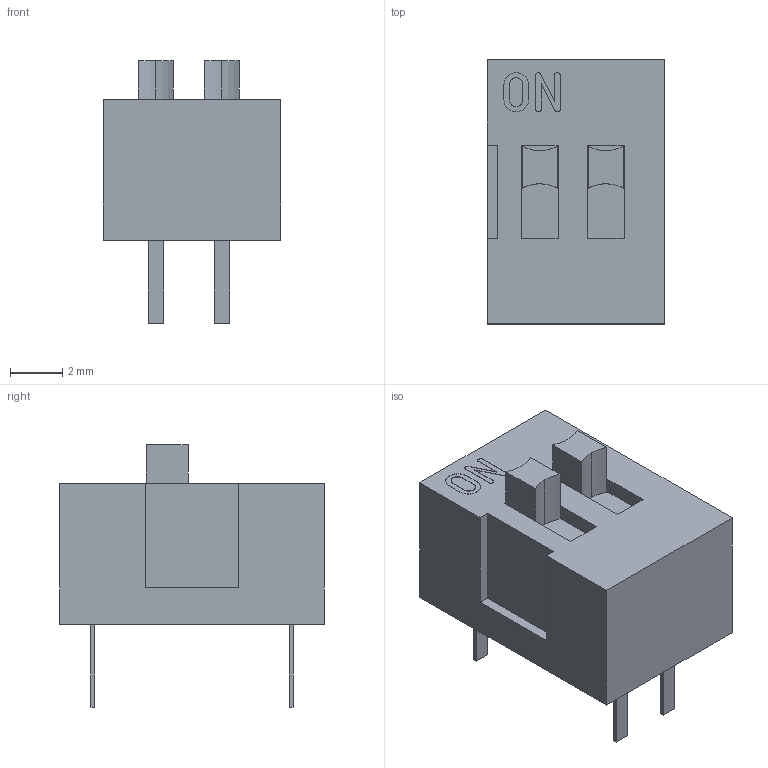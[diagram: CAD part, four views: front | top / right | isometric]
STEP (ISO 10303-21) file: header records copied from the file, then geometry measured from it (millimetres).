
FILE_DESCRIPTION(('FreeCAD Model'),'2;1');
FILE_NAME('User Library-dips sith 2.step', '2017-05-11T07:50:02',('kicad StepUp'),('ksu MCAD'), 'Open CASCADE STEP processor 6.8','FreeCAD','Unknown');
FILE_SCHEMA(('AUTOMOTIVE_DESIGN_CC2 { 1 2 10303 214 -1 1 5 4 }'));
Length unit declared in the file: millimetre
Products named in the file (2): ASSEMBLY; User_Library-dips_sith_2
Assembly tree (1 placements, depth 2):
  ASSEMBLY
    User_Library-dips_sith_2
Bounding box: 6.84 x 10.16 x 10.1 mm (x, y, z)
Volume: 367.3 mm3; surface area: 386 mm2
Topology: 1 solids, 1 shells, 86 faces, 216 edges, 144 vertices
Faces by surface type: plane 64, bspline 16, cylinder 6
Entity records: 3903 total; most frequent: CARTESIAN_POINT 1296, ORIENTED_EDGE 432, DIRECTION 340, EDGE_CURVE 216, LINE 172, VECTOR 172, VERTEX_POINT 144, FACE_BOUND 98
